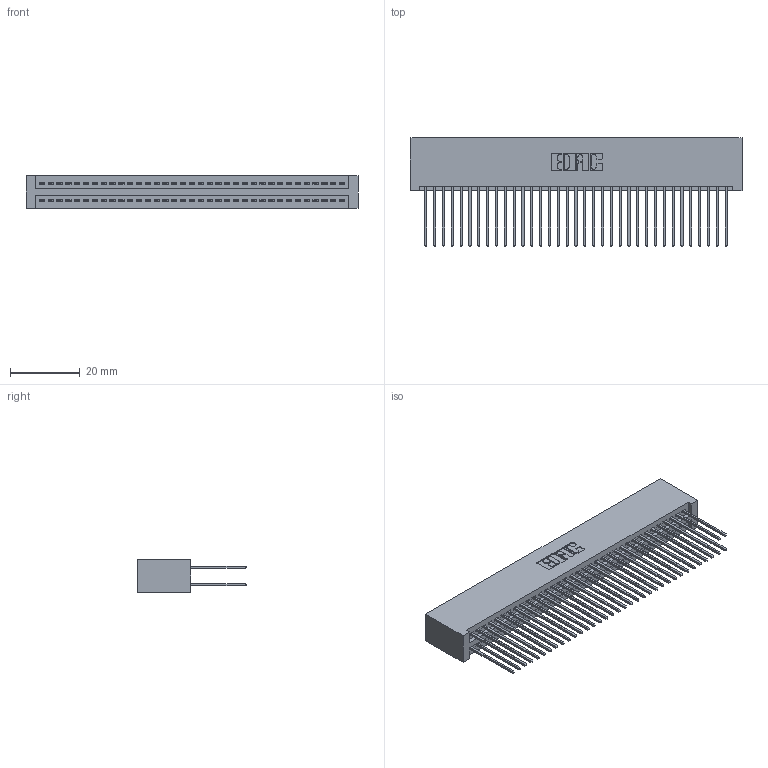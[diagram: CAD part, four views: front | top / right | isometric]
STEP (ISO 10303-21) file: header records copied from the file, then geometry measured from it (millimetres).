
FILE_DESCRIPTION (( 'STEP AP203' ), '1' );
FILE_NAME ('345-070-542-201.STEP', '2019-10-31T00:48:03', ( '' ), ( '' ), 'SwSTEP 2.0', 'SolidWorks 2016', '' );
FILE_SCHEMA (( 'CONFIG_CONTROL_DESIGN' ));
Length unit declared in the file: inch
Products named in the file (3): 345 Part_No Mounting Lugs; 345-070-542-201; 345-292-001_345-293-142
Assembly tree (71 placements, depth 2):
  345-070-542-201
    345 Part_No Mounting Lugs
    345-292-001_345-293-142  x70
Bounding box: 95.5 x 31.29 x 9.4 mm (x, y, z)
Volume: 10154.6 mm3; surface area: 16702.8 mm2
Topology: 71 solids, 71 shells, 3618 faces, 10747 edges, 7070 vertices
Faces by surface type: plane 2386, cylinder 1232
Entity records: 28145 total; most frequent: CARTESIAN_POINT 4724, ORIENTED_EDGE 4658, DIRECTION 4169, EDGE_CURVE 2329, LINE 2065, VECTOR 2065, VERTEX_POINT 1550, AXIS2_PLACEMENT_3D 1052
